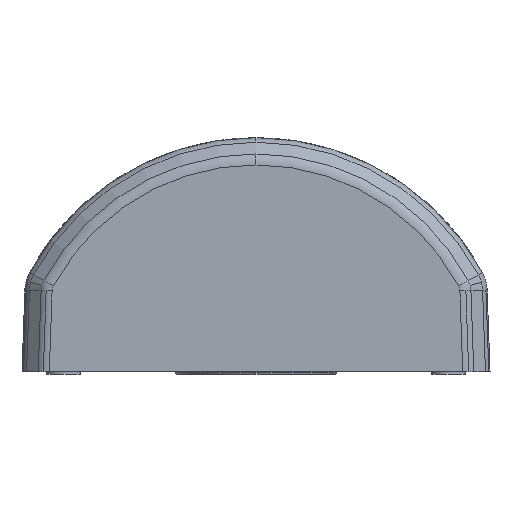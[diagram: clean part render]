
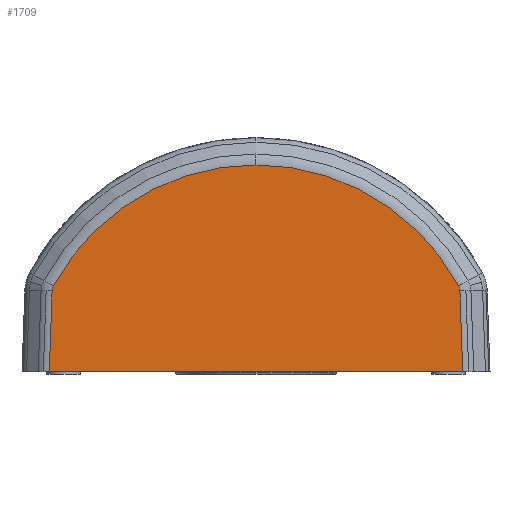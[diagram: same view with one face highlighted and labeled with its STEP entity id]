
A CAD part, left-side view. The second image highlights one B-rep face of the part: STEP entity #1709.
In plain terms, the highlighted planar face has unit normal (-1, 0, 0).
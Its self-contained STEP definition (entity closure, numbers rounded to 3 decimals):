
#920=PLANE('',#18871);
#1709=ADVANCED_FACE('',(#3138),#920,.F.);
#3138=FACE_OUTER_BOUND('',#4226,.T.);
#4226=EDGE_LOOP('',(#11042,#11043,#11044,#11045,#11046,#11047,#11048));
#5462=LINE('',#31736,#6693);
#5463=LINE('',#31747,#6694);
#5464=LINE('',#31749,#6695);
#6693=VECTOR('',#22433,1.);
#6694=VECTOR('',#22442,1.);
#6695=VECTOR('',#22443,1.);
#7613=CIRCLE('',#18867,2.257);
#7614=CIRCLE('',#18868,44.257);
#7615=CIRCLE('',#18869,44.257);
#7616=CIRCLE('',#18870,2.257);
#11042=ORIENTED_EDGE('',*,*,#16388,.F.);
#11043=ORIENTED_EDGE('',*,*,#16389,.F.);
#11044=ORIENTED_EDGE('',*,*,#16390,.F.);
#11045=ORIENTED_EDGE('',*,*,#16391,.F.);
#11046=ORIENTED_EDGE('',*,*,#16392,.F.);
#11047=ORIENTED_EDGE('',*,*,#16393,.F.);
#11048=ORIENTED_EDGE('',*,*,#16394,.F.);
#14147=VERTEX_POINT('',#31737);
#14148=VERTEX_POINT('',#31738);
#14149=VERTEX_POINT('',#31740);
#14150=VERTEX_POINT('',#31742);
#14151=VERTEX_POINT('',#31744);
#14152=VERTEX_POINT('',#31746);
#14153=VERTEX_POINT('',#31748);
#16388=EDGE_CURVE('',#14147,#14148,#5462,.T.);
#16389=EDGE_CURVE('',#14149,#14147,#7613,.T.);
#16390=EDGE_CURVE('',#14150,#14149,#7614,.T.);
#16391=EDGE_CURVE('',#14151,#14150,#7615,.T.);
#16392=EDGE_CURVE('',#14152,#14151,#7616,.T.);
#16393=EDGE_CURVE('',#14153,#14152,#5463,.T.);
#16394=EDGE_CURVE('',#14148,#14153,#5464,.T.);
#18867=AXIS2_PLACEMENT_3D('',#31739,#22434,#22435);
#18868=AXIS2_PLACEMENT_3D('',#31741,#22436,#22437);
#18869=AXIS2_PLACEMENT_3D('',#31743,#22438,#22439);
#18870=AXIS2_PLACEMENT_3D('',#31745,#22440,#22441);
#18871=AXIS2_PLACEMENT_3D('',#31750,#22444,#22445);
#22433=DIRECTION('',(0.,-0.035,-0.999));
#22434=DIRECTION('',(1.,0.,0.));
#22435=DIRECTION('',(0.,-0.965,0.262));
#22436=DIRECTION('',(1.,0.,0.));
#22437=DIRECTION('',(0.,0.,1.));
#22438=DIRECTION('',(1.,0.,0.));
#22439=DIRECTION('',(0.,0.,1.));
#22440=DIRECTION('',(1.,0.,0.));
#22441=DIRECTION('',(0.,0.965,0.262));
#22442=DIRECTION('',(0.,-0.035,0.999));
#22443=DIRECTION('',(0.,1.,0.));
#22444=DIRECTION('',(1.,0.,0.));
#22445=DIRECTION('',(0.,0.,-1.));
#31736=CARTESIAN_POINT('',(-83.7,-39.213,9.533));
#31737=CARTESIAN_POINT('',(-83.7,-39.213,9.533));
#31738=CARTESIAN_POINT('',(-83.7,-39.756,-6.));
#31739=CARTESIAN_POINT('',(-83.7,-36.957,9.454));
#31740=CARTESIAN_POINT('',(-83.7,-38.944,10.526));
#31741=CARTESIAN_POINT('',(-83.7,0.,-10.5));
#31742=CARTESIAN_POINT('',(-83.7,0.,33.757));
#31743=CARTESIAN_POINT('',(-83.7,0.,-10.5));
#31744=CARTESIAN_POINT('',(-83.7,38.944,10.526));
#31745=CARTESIAN_POINT('',(-83.7,36.957,9.454));
#31746=CARTESIAN_POINT('',(-83.7,39.213,9.533));
#31747=CARTESIAN_POINT('',(-83.7,39.756,-6.));
#31748=CARTESIAN_POINT('',(-83.7,39.756,-6.));
#31749=CARTESIAN_POINT('',(-83.7,-39.756,-6.));
#31750=CARTESIAN_POINT('',(-83.7,0.,11.12));
